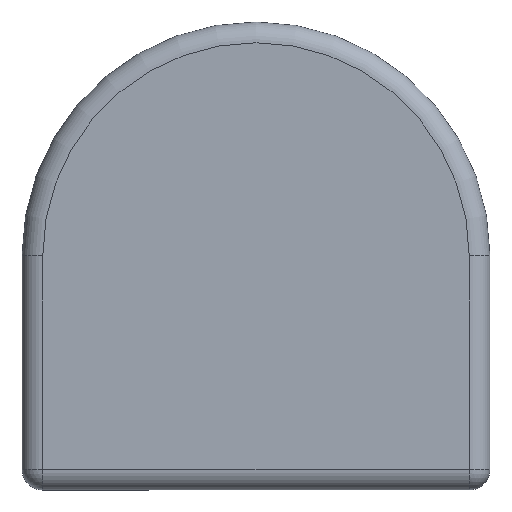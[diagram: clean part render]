
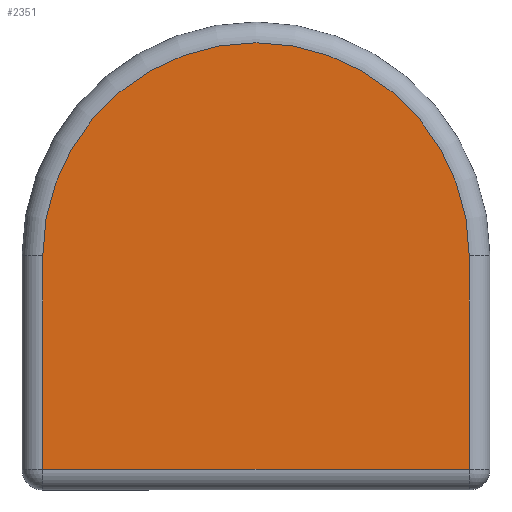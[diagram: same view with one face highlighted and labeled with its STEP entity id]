
A CAD part, top view. The second image highlights one B-rep face of the part: STEP entity #2351.
In plain terms, the highlighted planar face has unit normal (0, 0, 1).
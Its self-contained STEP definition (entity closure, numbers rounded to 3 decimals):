
#62 = DIRECTION ( 'NONE',  ( 1., 0., 0. ) ) ;
#294 = DIRECTION ( 'NONE',  ( 0., 0., 1. ) ) ;
#316 = PLANE ( 'NONE',  #1955 ) ;
#330 = CARTESIAN_POINT ( 'NONE',  ( 0., 0., 2.5 ) ) ;
#407 = DIRECTION ( 'NONE',  ( 0., 0., 1. ) ) ;
#468 = DIRECTION ( 'NONE',  ( 1., 0., 0. ) ) ;
#520 = DIRECTION ( 'NONE',  ( 1., 0., 0. ) ) ;
#521 = CARTESIAN_POINT ( 'NONE',  ( 0., 0., 2.5 ) ) ;
#525 = CARTESIAN_POINT ( 'NONE',  ( 22.5, -20.5, 2.5 ) ) ;
#612 = CARTESIAN_POINT ( 'NONE',  ( 20.5, -20.5, 2.5 ) ) ;
#887 = AXIS2_PLACEMENT_3D ( 'NONE', #521, #407, #468 ) ;
#957 = VERTEX_POINT ( 'NONE', #2485 ) ;
#1023 = VERTEX_POINT ( 'NONE', #2514 ) ;
#1034 = VERTEX_POINT ( 'NONE', #1533 ) ;
#1223 = EDGE_CURVE ( 'NONE', #1023, #957, #2284, .T. ) ;
#1224 = EDGE_CURVE ( 'NONE', #1839, #1034, #2184, .T. ) ;
#1309 = CIRCLE ( 'NONE', #887, 20.5 ) ;
#1340 = VECTOR ( 'NONE', #520, 1000. ) ;
#1359 = LINE ( 'NONE', #525, #1340 ) ;
#1478 = CARTESIAN_POINT ( 'NONE',  ( 20.5, 0., 2.5 ) ) ;
#1482 = DIRECTION ( 'NONE',  ( 0., -1., 0. ) ) ;
#1533 = CARTESIAN_POINT ( 'NONE',  ( 20.5, 0., 2.5 ) ) ;
#1616 = CARTESIAN_POINT ( 'NONE',  ( -20.5, -22.5, 2.5 ) ) ;
#1651 = DIRECTION ( 'NONE',  ( 0., 1., 0. ) ) ;
#1755 = ORIENTED_EDGE ( 'NONE', *, *, #2453, .T. ) ;
#1810 = EDGE_LOOP ( 'NONE', ( #2166, #1755, #1906, #1913 ) ) ;
#1839 = VERTEX_POINT ( 'NONE', #612 ) ;
#1906 = ORIENTED_EDGE ( 'NONE', *, *, #1224, .T. ) ;
#1913 = ORIENTED_EDGE ( 'NONE', *, *, #2455, .T. ) ;
#1955 = AXIS2_PLACEMENT_3D ( 'NONE', #330, #294, #62 ) ;
#2166 = ORIENTED_EDGE ( 'NONE', *, *, #1223, .T. ) ;
#2184 = LINE ( 'NONE', #1478, #2190 ) ;
#2190 = VECTOR ( 'NONE', #1651, 1000. ) ;
#2249 = FACE_OUTER_BOUND ( 'NONE', #1810, .T. ) ;
#2268 = VECTOR ( 'NONE', #1482, 1000. ) ;
#2284 = LINE ( 'NONE', #1616, #2268 ) ;
#2351 = ADVANCED_FACE ( 'NONE', ( #2249 ), #316, .T. ) ;
#2453 = EDGE_CURVE ( 'NONE', #957, #1839, #1359, .T. ) ;
#2455 = EDGE_CURVE ( 'NONE', #1034, #1023, #1309, .T. ) ;
#2485 = CARTESIAN_POINT ( 'NONE',  ( -20.5, -20.5, 2.5 ) ) ;
#2514 = CARTESIAN_POINT ( 'NONE',  ( -20.5, 0., 2.5 ) ) ;
